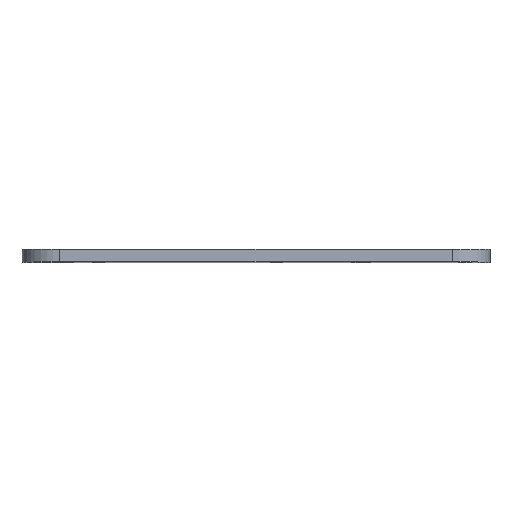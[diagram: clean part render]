
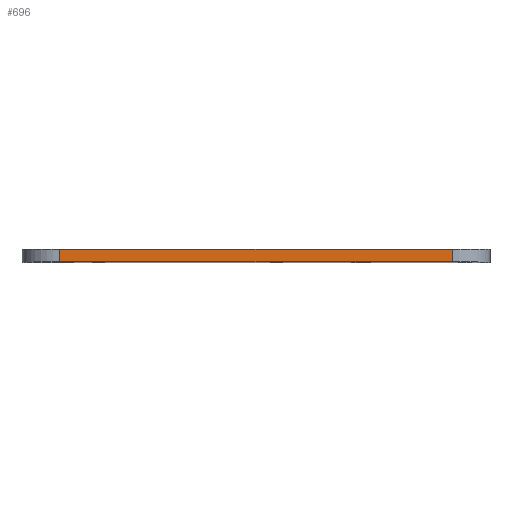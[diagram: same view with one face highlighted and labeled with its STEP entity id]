
A CAD part, top view. The second image highlights one B-rep face of the part: STEP entity #696.
In plain terms, the highlighted planar face has unit normal (0, 0, 1).
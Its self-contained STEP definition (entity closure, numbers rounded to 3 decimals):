
#50=PLANE('',#785);
#76=FACE_OUTER_BOUND('',#110,.T.);
#110=EDGE_LOOP('',(#537,#538,#539,#540));
#185=LINE('',#1157,#233);
#186=LINE('',#1159,#234);
#187=LINE('',#1161,#235);
#188=LINE('',#1162,#236);
#233=VECTOR('',#950,1000.);
#234=VECTOR('',#951,1000.);
#235=VECTOR('',#952,1000.);
#236=VECTOR('',#953,1000.);
#345=VERTEX_POINT('',#1155);
#346=VERTEX_POINT('',#1156);
#347=VERTEX_POINT('',#1158);
#348=VERTEX_POINT('',#1160);
#425=EDGE_CURVE('',#345,#346,#185,.T.);
#426=EDGE_CURVE('',#345,#347,#186,.T.);
#427=EDGE_CURVE('',#347,#348,#187,.T.);
#428=EDGE_CURVE('',#348,#346,#188,.T.);
#537=ORIENTED_EDGE('',*,*,#425,.F.);
#538=ORIENTED_EDGE('',*,*,#426,.T.);
#539=ORIENTED_EDGE('',*,*,#427,.T.);
#540=ORIENTED_EDGE('',*,*,#428,.T.);
#696=ADVANCED_FACE('',(#76),#50,.T.);
#785=AXIS2_PLACEMENT_3D('',#1154,#948,#949);
#948=DIRECTION('center_axis',(0.,0.,1.));
#949=DIRECTION('ref_axis',(1.,0.,0.));
#950=DIRECTION('',(-1.,0.,0.));
#951=DIRECTION('',(0.,1.,0.));
#952=DIRECTION('',(-1.,0.,0.));
#953=DIRECTION('',(0.,-1.,0.));
#1154=CARTESIAN_POINT('Origin',(0.,2.5,33.25));
#1155=CARTESIAN_POINT('',(39.125,0.,33.25));
#1156=CARTESIAN_POINT('',(-39.125,0.,33.25));
#1157=CARTESIAN_POINT('',(0.,0.,33.25));
#1158=CARTESIAN_POINT('',(39.125,2.5,33.25));
#1159=CARTESIAN_POINT('',(39.125,2.5,33.25));
#1160=CARTESIAN_POINT('',(-39.125,2.5,33.25));
#1161=CARTESIAN_POINT('',(0.,2.5,33.25));
#1162=CARTESIAN_POINT('',(-39.125,0.,33.25));
